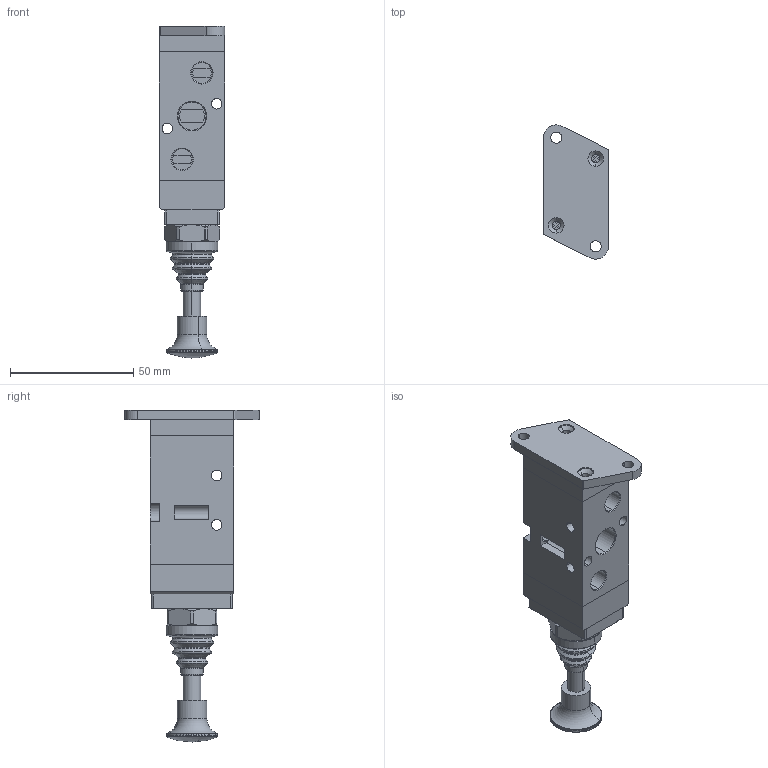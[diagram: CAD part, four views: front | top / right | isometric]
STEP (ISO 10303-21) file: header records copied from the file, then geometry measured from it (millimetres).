
FILE_DESCRIPTION (( 'STEP AP203' ), '1' );
FILE_NAME ('KMV410-S-P.STEP', '2016-01-12T10:49:54', ( 'yrd8' ), ( 'Hewlett-Packard Company' ), 'SwSTEP 2.0', 'SolidWorks 2008', '' );
FILE_SCHEMA (( 'CONFIG_CONTROL_DESIGN' ));
Length unit declared in the file: millimetre
Products named in the file (11): KMV410-S-P; SF4000 BODY_ル遽; SF4000 BODY COVER_ル遽; SF4000 SEMY_ル遽; KMV-S; KMV Bellows-1; HEAD_晦獄 撲薑; LEVER GUIDE_晦獄 撲薑; KMV nut_釭餌ル衛橈擠; PlateBolt(M2.6xL5)_ル遽; FOOT VALVE PLATE_晦獄 撲薑
Assembly tree (11 placements, depth 3):
  KMV410-S-P
    SF4000 BODY_ル遽
    FOOT VALVE PLATE_晦獄 撲薑
    SF4000 SEMY_ル遽
    KMV-S
      KMV Bellows-1
      HEAD_晦獄 撲薑
      LEVER GUIDE_晦獄 撲薑
      KMV nut_釭餌ル衛橈擠
      PlateBolt(M2.6xL5)_ル遽  x2
    SF4000 BODY COVER_ル遽
Bounding box: 26.5 x 54.39 x 134.51 mm (x, y, z)
Volume: 70370.4 mm3; surface area: 29774.1 mm2
Topology: 10 solids, 10 shells, 929 faces, 2511 edges, 1604 vertices
Faces by surface type: plane 354, torus 248, cylinder 217, cone 84, bspline 24, sphere 2
Entity records: 33964 total; most frequent: CARTESIAN_POINT 10654, ORIENTED_EDGE 4838, DIRECTION 4539, EDGE_CURVE 2419, AXIS2_PLACEMENT_3D 1901, VERTEX_POINT 1562, CIRCLE 1008, EDGE_LOOP 961
